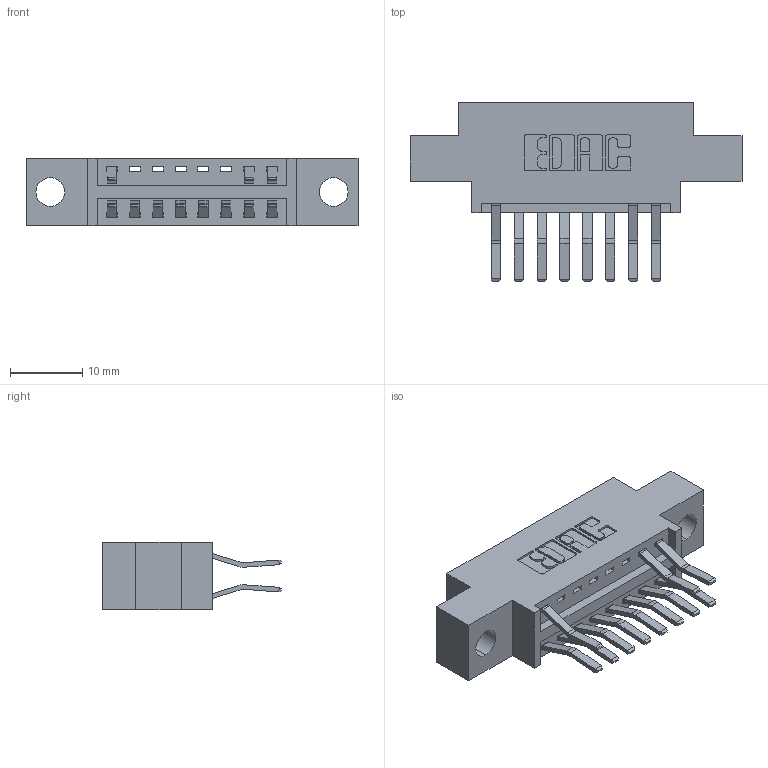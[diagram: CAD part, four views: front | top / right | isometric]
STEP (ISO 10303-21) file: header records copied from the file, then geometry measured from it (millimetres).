
FILE_DESCRIPTION (( 'STEP AP203' ), '1' );
FILE_NAME ('346-016-560-804.STEP', '2018-08-20T05:34:27', ( '' ), ( '' ), 'SwSTEP 2.0', 'SolidWorks 2016', '' );
FILE_SCHEMA (( 'CONFIG_CONTROL_DESIGN' ));
Length unit declared in the file: inch
Products named in the file (3): 346 Part_0.170 Offset - 0.156 Dia-TH; 345-292-001_560 Tail; 346-016-560-804
Assembly tree (12 placements, depth 2):
  346-016-560-804
    346 Part_0.170 Offset - 0.156 Dia-TH
    345-292-001_560 Tail  x11
Bounding box: 45.97 x 24.78 x 9.4 mm (x, y, z)
Volume: 4003.6 mm3; surface area: 4894.7 mm2
Topology: 12 solids, 12 shells, 750 faces, 2217 edges, 1462 vertices
Faces by surface type: plane 490, cylinder 260
Entity records: 9861 total; most frequent: CARTESIAN_POINT 1695, ORIENTED_EDGE 1634, DIRECTION 1543, EDGE_CURVE 817, VECTOR 649, LINE 649, VERTEX_POINT 542, AXIS2_PLACEMENT_3D 447
